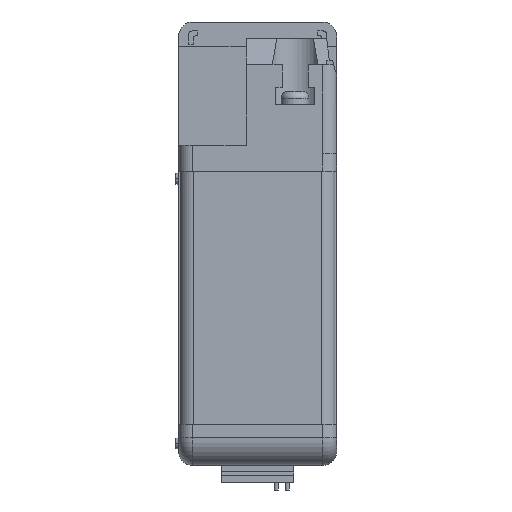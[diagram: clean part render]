
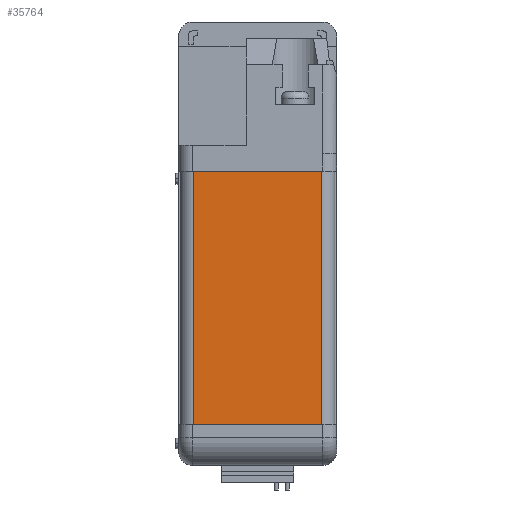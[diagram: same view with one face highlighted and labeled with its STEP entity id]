
A CAD part, front view. The second image highlights one B-rep face of the part: STEP entity #35764.
In plain terms, the highlighted planar face has unit normal (0, -1, 0).
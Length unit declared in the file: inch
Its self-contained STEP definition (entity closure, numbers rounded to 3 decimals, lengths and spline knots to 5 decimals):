
#1538 = LINE ( 'NONE', #1782, #8661 ) ;
#1613 = CARTESIAN_POINT ( 'NONE',  ( 0.5775, -2.9375, 0.655 ) ) ;
#1782 = CARTESIAN_POINT ( 'NONE',  ( 0.5775, -2.9375, 0.655 ) ) ;
#1812 = CARTESIAN_POINT ( 'NONE',  ( 0.5775, -2.9375, -1.63 ) ) ;
#3975 = CARTESIAN_POINT ( 'NONE',  ( -0.5775, -2.9375, -1.63 ) ) ;
#4530 = PLANE ( 'NONE',  #37601 ) ;
#4672 = DIRECTION ( 'NONE',  ( 0., 0., -1. ) ) ;
#4844 = DIRECTION ( 'NONE',  ( -1., 0., 0. ) ) ;
#5143 = EDGE_CURVE ( 'NONE', #6812, #28601, #34173, .T. ) ;
#5653 = LINE ( 'NONE', #39062, #36880 ) ;
#6406 = ORIENTED_EDGE ( 'NONE', *, *, #38466, .F. ) ;
#6770 = CARTESIAN_POINT ( 'NONE',  ( -0.5775, -2.9375, 0.655 ) ) ;
#6812 = VERTEX_POINT ( 'NONE', #1812 ) ;
#8024 = CARTESIAN_POINT ( 'NONE',  ( -0.5775, -2.9375, 0.655 ) ) ;
#8661 = VECTOR ( 'NONE', #4844, 39.37008 ) ;
#9893 = CARTESIAN_POINT ( 'NONE',  ( 0.5775, -2.9375, -1.63 ) ) ;
#10062 = VECTOR ( 'NONE', #33943, 39.37008 ) ;
#13390 = ORIENTED_EDGE ( 'NONE', *, *, #13695, .T. ) ;
#13695 = EDGE_CURVE ( 'NONE', #28589, #28601, #35307, .T. ) ;
#15868 = ORIENTED_EDGE ( 'NONE', *, *, #5143, .F. ) ;
#16477 = VERTEX_POINT ( 'NONE', #26504 ) ;
#19201 = VECTOR ( 'NONE', #22570, 39.37008 ) ;
#19919 = FACE_OUTER_BOUND ( 'NONE', #30772, .T. ) ;
#22570 = DIRECTION ( 'NONE',  ( 0., 0., -1. ) ) ;
#22817 = DIRECTION ( 'NONE',  ( 0., -1., 0. ) ) ;
#24033 = DIRECTION ( 'NONE',  ( 0., 0., -1. ) ) ;
#26504 = CARTESIAN_POINT ( 'NONE',  ( 0.5775, -2.9375, 0.655 ) ) ;
#28589 = VERTEX_POINT ( 'NONE', #6770 ) ;
#28601 = VERTEX_POINT ( 'NONE', #3975 ) ;
#30772 = EDGE_LOOP ( 'NONE', ( #15868, #6406, #35198, #13390 ) ) ;
#33943 = DIRECTION ( 'NONE',  ( -1., 0., 0. ) ) ;
#34173 = LINE ( 'NONE', #9893, #10062 ) ;
#35198 = ORIENTED_EDGE ( 'NONE', *, *, #35224, .T. ) ;
#35224 = EDGE_CURVE ( 'NONE', #16477, #28589, #1538, .T. ) ;
#35307 = LINE ( 'NONE', #8024, #19201 ) ;
#35764 = ADVANCED_FACE ( 'NONE', ( #19919 ), #4530, .T. ) ;
#36880 = VECTOR ( 'NONE', #24033, 39.37008 ) ;
#37601 = AXIS2_PLACEMENT_3D ( 'NONE', #1613, #22817, #4672 ) ;
#38466 = EDGE_CURVE ( 'NONE', #16477, #6812, #5653, .T. ) ;
#39062 = CARTESIAN_POINT ( 'NONE',  ( 0.5775, -2.9375, 0.655 ) ) ;
